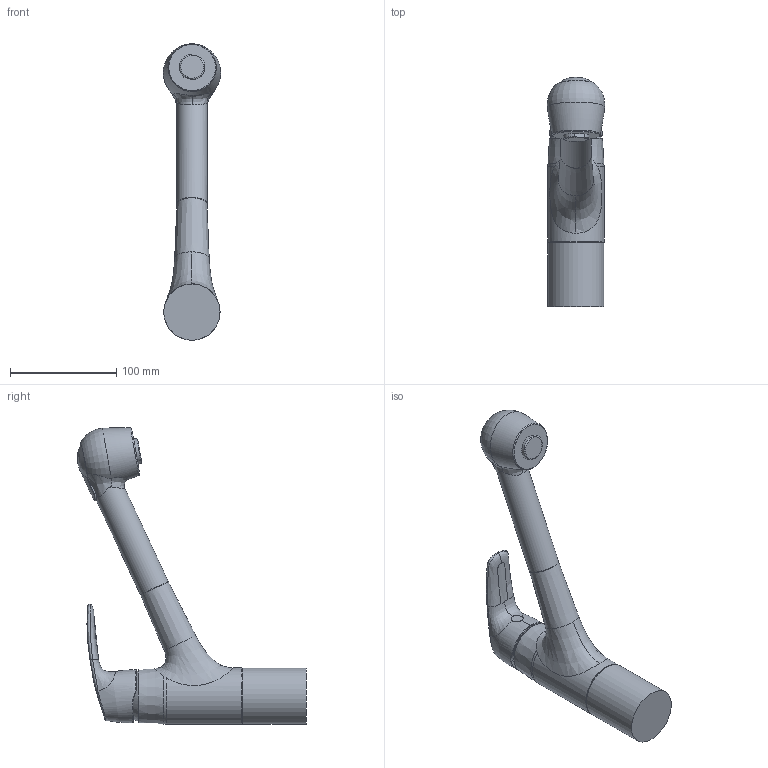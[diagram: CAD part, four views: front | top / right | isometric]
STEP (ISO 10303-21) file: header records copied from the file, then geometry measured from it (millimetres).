
FILE_DESCRIPTION (( 'STEP AP203' ), '1' );
FILE_NAME ('1032F(2017).STEP', '2017-03-09T05:40:55', ( '' ), ( '' ), 'SwSTEP 2.0', 'SolidWorks 2016', '' );
FILE_SCHEMA (( 'CONFIG_CONTROL_DESIGN' ));
Length unit declared in the file: millimetre
Products named in the file (1): 1032F(2017)
Bounding box: 54.01 x 215.52 x 279.29 mm (x, y, z)
Volume: 677281.2 mm3; surface area: 70399.3 mm2
Topology: 1 solids, 2 shells, 92 faces, 248 edges, 165 vertices
Faces by surface type: bspline 51, plane 16, cylinder 15, torus 7, cone 3
Full cylindrical faces by diameter (mm): 24 x1, 29 x1, 44 x1, 51.909 x1, 53 x2
Entity records: 13597 total; most frequent: CARTESIAN_POINT 11817, ORIENTED_EDGE 442, EDGE_CURVE 221, DIRECTION 193, VERTEX_POINT 152, B_SPLINE_CURVE_WITH_KNOTS 149, EDGE_LOOP 111, FACE_OUTER_BOUND 103
